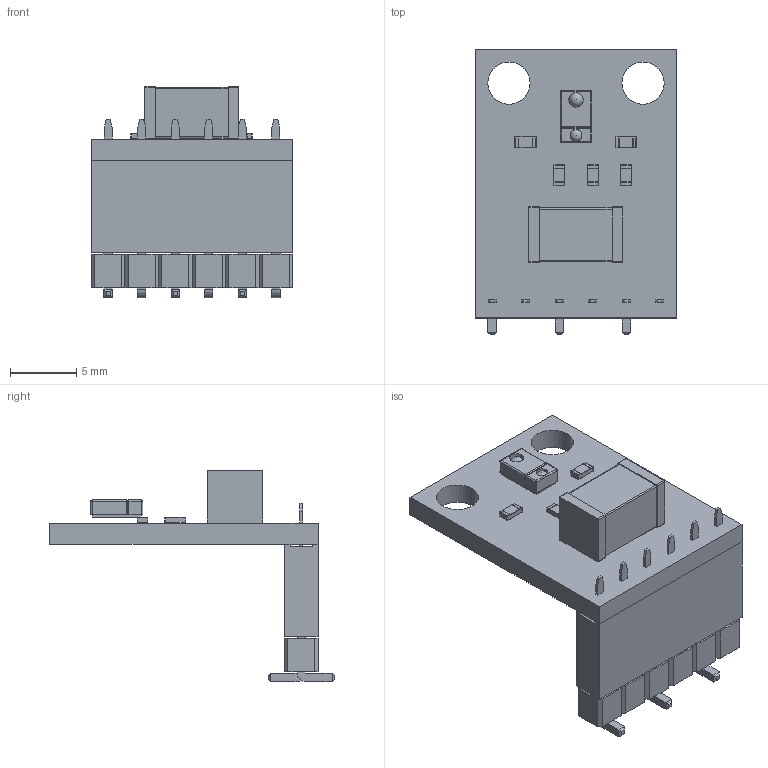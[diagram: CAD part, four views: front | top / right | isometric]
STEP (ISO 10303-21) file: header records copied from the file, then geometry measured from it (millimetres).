
FILE_DESCRIPTION(('FreeCAD Model'),'2;1');
FILE_NAME('sparkfun_apds_9960.step','2020-11-03T00:20:08',('kicad StepUp'),('ksu MCAD'), 'Open CASCADE STEP processor 7.4','FreeCAD','Unknown');
FILE_SCHEMA(('AUTOMOTIVE_DESIGN { 1 0 10303 214 1 1 1 1 }'));
Length unit declared in the file: millimetre
Products named in the file (1): sparkfun_apds_9960
Bounding box: 15.24 x 21.55 x 16.01 mm (x, y, z)
Volume: 965.3 mm3; surface area: 1480.4 mm2
Topology: 3 solids, 15 shells, 621 faces, 1568 edges, 990 vertices
Faces by surface type: plane 531, cylinder 80, sphere 10
Full cylindrical faces by diameter (mm): 3.2 x2
Entity records: 21965 total; most frequent: CARTESIAN_POINT 3184, ORIENTED_EDGE 3116, DIRECTION 2962, EDGE_CURVE 1558, LINE 1392, VECTOR 1392, VERTEX_POINT 990, AXIS2_PLACEMENT_3D 785
